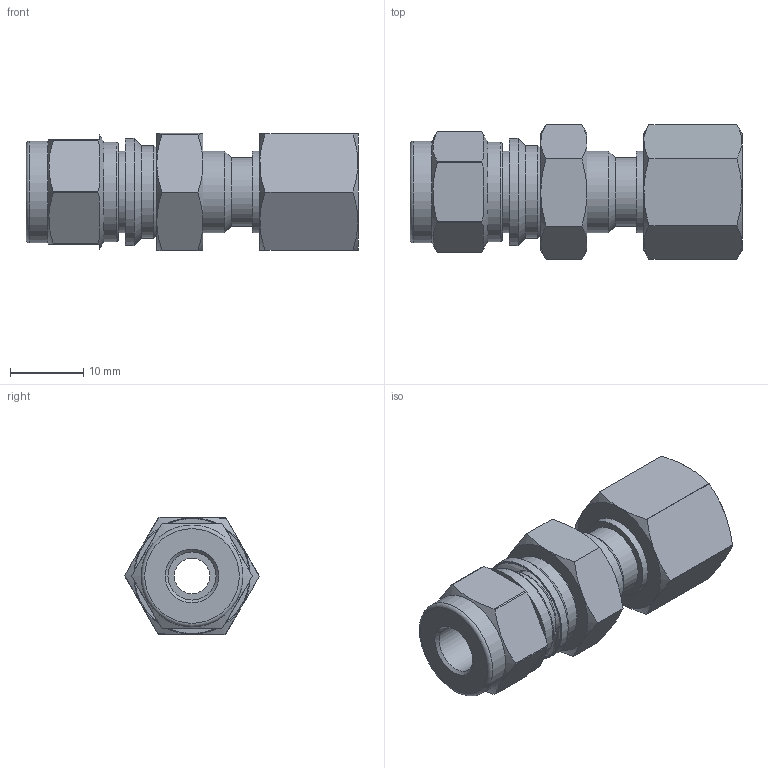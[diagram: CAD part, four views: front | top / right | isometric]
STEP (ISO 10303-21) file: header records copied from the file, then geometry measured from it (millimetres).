
FILE_DESCRIPTION(/* description */ (''),/* implementation_level */ '2;1');
FILE_NAME(/* name */ 'SFCBI-4-2N.stp',/* time_stamp */ '2022-04-29T11:36:24+09:00',/* author */ ('user'),/* organization */ (''),/* preprocessor_version */ 'ST-DEVELOPER v18.1',/* originating_system */ 'Autodesk Inventor 2022',/* authorisation */ '');
FILE_SCHEMA (('AUTOMOTIVE_DESIGN { 1 0 10303 214 3 1 1 }'));
Length unit declared in the file: millimetre
Products named in the file (1): SFCB4-4N
Bounding box: 45.28 x 18.36 x 16 mm (x, y, z)
Volume: 6217.3 mm3; surface area: 4140.3 mm2
Topology: 1 solids, 1 shells, 88 faces, 204 edges, 127 vertices
Faces by surface type: plane 35, cone 26, cylinder 25, torus 2
Full cylindrical faces by diameter (mm): 4.826 x1, 6.55 x1, 7.5 x1, 9.3 x1, 9.4 x1, 10.1 x1, 11.1 x1, 11.113 x2, 12.6 x1, 13.6 x1, 13.9 x1, 14.6 x1
Entity records: 2486 total; most frequent: CARTESIAN_POINT 532, DIRECTION 411, ORIENTED_EDGE 408, EDGE_CURVE 204, AXIS2_PLACEMENT_3D 174, VERTEX_POINT 127, EDGE_LOOP 99, FACE_OUTER_BOUND 88
